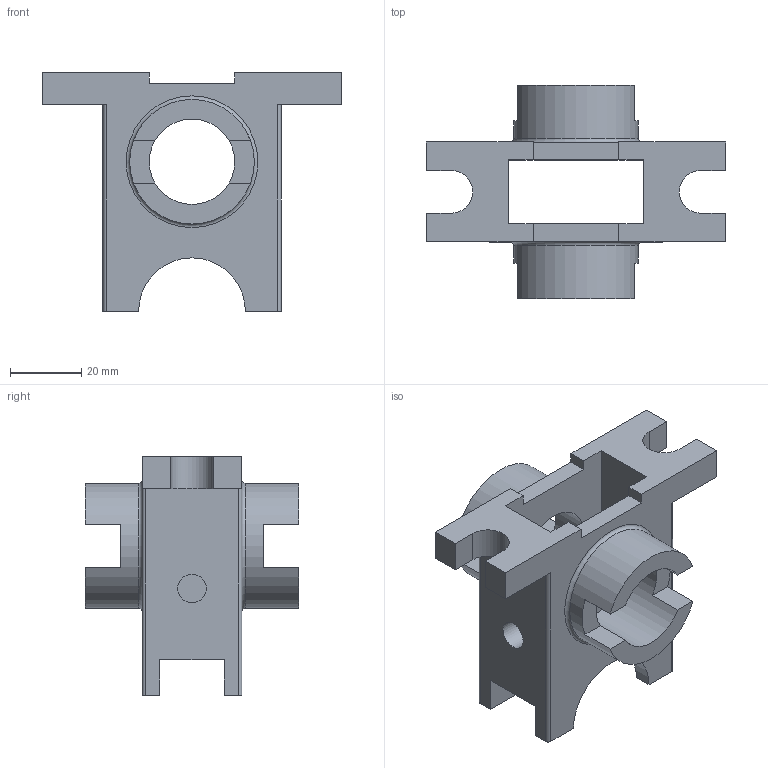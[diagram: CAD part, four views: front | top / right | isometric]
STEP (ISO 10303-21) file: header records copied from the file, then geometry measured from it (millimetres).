
FILE_DESCRIPTION (( 'STEP AP214' ), '1' );
FILE_NAME ('clamp or mounting bracket.STEP', '2025-02-21T17:05:30', ( '' ), ( '' ), 'SwSTEP 2.0', 'SolidWorks 2025', '' );
FILE_SCHEMA (( 'AUTOMOTIVE_DESIGN' ));
Length unit declared in the file: millimetre
Products named in the file (1): clamp or mounting bracket
Bounding box: 84 x 60 x 67 mm (x, y, z)
Volume: 56357.2 mm3; surface area: 23990.7 mm2
Topology: 1 solids, 1 shells, 63 faces, 188 edges, 125 vertices
Faces by surface type: plane 48, cylinder 13, torus 2
Full cylindrical faces by diameter (mm): 8 x1, 24 x2, 35 x2
Entity records: 2073 total; most frequent: CARTESIAN_POINT 360, ORIENTED_EDGE 352, DIRECTION 344, EDGE_CURVE 176, LINE 136, VECTOR 136, VERTEX_POINT 120, AXIS2_PLACEMENT_3D 104
